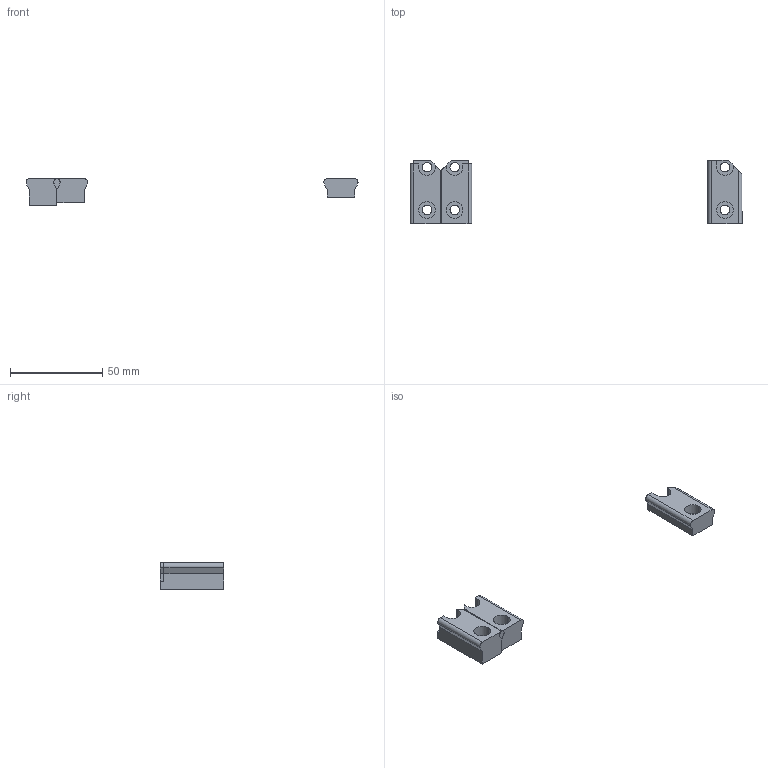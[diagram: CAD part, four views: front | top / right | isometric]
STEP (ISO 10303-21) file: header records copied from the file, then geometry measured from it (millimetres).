
FILE_DESCRIPTION (( 'STEP AP214' ), '1' );
FILE_NAME ('608 LCD Left Dovetail Mount.STEP', '2021-03-18T00:52:10', ( '' ), ( '' ), 'SwSTEP 2.0', 'SolidWorks 2019', '' );
FILE_SCHEMA (( 'AUTOMOTIVE_DESIGN' ));
Length unit declared in the file: millimetre
Products named in the file (1): 608 LCD Left Dovetail Mount
Bounding box: 180.33 x 34.5 x 14.5 mm (x, y, z)
Volume: 16150.4 mm3; surface area: 7916 mm2
Topology: 3 solids, 3 shells, 71 faces, 186 edges, 124 vertices
Faces by surface type: plane 41, cylinder 30
Entity records: 2270 total; most frequent: CARTESIAN_POINT 400, DIRECTION 378, ORIENTED_EDGE 372, EDGE_CURVE 186, LINE 126, VECTOR 126, AXIS2_PLACEMENT_3D 126, VERTEX_POINT 124
